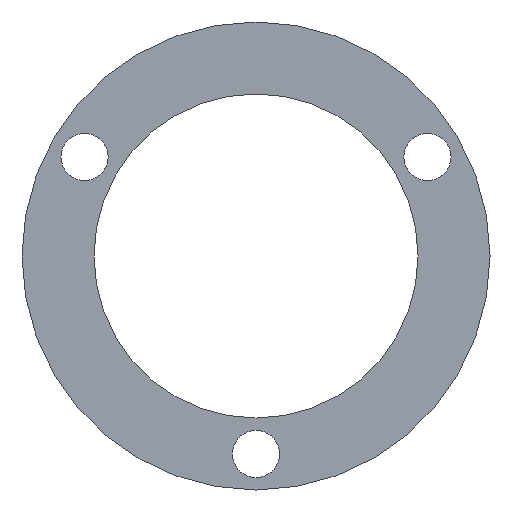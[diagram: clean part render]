
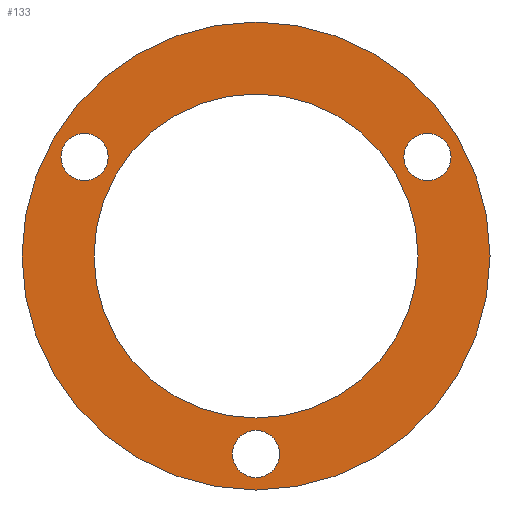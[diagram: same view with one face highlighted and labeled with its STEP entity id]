
A CAD part, front view. The second image highlights one B-rep face of the part: STEP entity #133.
In plain terms, the highlighted planar face has unit normal (0, -1, 0).
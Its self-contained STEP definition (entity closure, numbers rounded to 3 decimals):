
#19=FACE_BOUND('',#43,.T.);
#20=FACE_BOUND('',#44,.T.);
#21=FACE_BOUND('',#45,.T.);
#22=FACE_BOUND('',#46,.T.);
#24=PLANE('',#164);
#31=FACE_OUTER_BOUND('',#42,.T.);
#42=EDGE_LOOP('',(#117));
#43=EDGE_LOOP('',(#118));
#44=EDGE_LOOP('',(#119));
#45=EDGE_LOOP('',(#120));
#46=EDGE_LOOP('',(#121));
#58=CIRCLE('',#150,3.275);
#60=CIRCLE('',#153,3.275);
#62=CIRCLE('',#156,3.275);
#65=CIRCLE('',#161,22.5);
#66=CIRCLE('',#163,32.5);
#68=VERTEX_POINT('',#210);
#70=VERTEX_POINT('',#216);
#72=VERTEX_POINT('',#222);
#75=VERTEX_POINT('',#231);
#76=VERTEX_POINT('',#235);
#79=EDGE_CURVE('',#68,#68,#58,.T.);
#82=EDGE_CURVE('',#70,#70,#60,.T.);
#85=EDGE_CURVE('',#72,#72,#62,.T.);
#88=EDGE_CURVE('',#75,#75,#65,.T.);
#90=EDGE_CURVE('',#76,#76,#66,.T.);
#117=ORIENTED_EDGE('',*,*,#90,.T.);
#118=ORIENTED_EDGE('',*,*,#79,.T.);
#119=ORIENTED_EDGE('',*,*,#82,.T.);
#120=ORIENTED_EDGE('',*,*,#85,.T.);
#121=ORIENTED_EDGE('',*,*,#88,.T.);
#133=ADVANCED_FACE('',(#31,#19,#20,#21,#22),#24,.F.);
#150=AXIS2_PLACEMENT_3D('',#212,#172,#173);
#153=AXIS2_PLACEMENT_3D('',#218,#179,#180);
#156=AXIS2_PLACEMENT_3D('',#224,#186,#187);
#161=AXIS2_PLACEMENT_3D('',#232,#196,#197);
#163=AXIS2_PLACEMENT_3D('',#236,#201,#202);
#164=AXIS2_PLACEMENT_3D('',#238,#204,#205);
#172=DIRECTION('center_axis',(0.,1.,0.));
#173=DIRECTION('ref_axis',(-0.5,0.,-0.866));
#179=DIRECTION('center_axis',(0.,1.,0.));
#180=DIRECTION('ref_axis',(-0.5,0.,0.866));
#186=DIRECTION('center_axis',(0.,1.,0.));
#187=DIRECTION('ref_axis',(1.,0.,0.));
#196=DIRECTION('center_axis',(0.,1.,0.));
#197=DIRECTION('ref_axis',(1.,0.,0.));
#201=DIRECTION('center_axis',(0.,-1.,0.));
#202=DIRECTION('ref_axis',(1.,0.,0.));
#204=DIRECTION('center_axis',(0.,1.,0.));
#205=DIRECTION('ref_axis',(1.,0.,0.));
#210=CARTESIAN_POINT('',(-22.178,-2.,16.586));
#212=CARTESIAN_POINT('Origin',(-23.816,-2.,13.75));
#216=CARTESIAN_POINT('',(25.453,-2.,10.914));
#218=CARTESIAN_POINT('Origin',(23.816,-2.,13.75));
#222=CARTESIAN_POINT('',(-3.275,-2.,-27.5));
#224=CARTESIAN_POINT('Origin',(0.,-2.,-27.5));
#231=CARTESIAN_POINT('',(-22.5,-2.,0.));
#232=CARTESIAN_POINT('Origin',(0.,-2.,0.));
#235=CARTESIAN_POINT('',(-32.5,-2.,0.));
#236=CARTESIAN_POINT('Origin',(0.,-2.,0.));
#238=CARTESIAN_POINT('Origin',(0.,-2.,0.));
